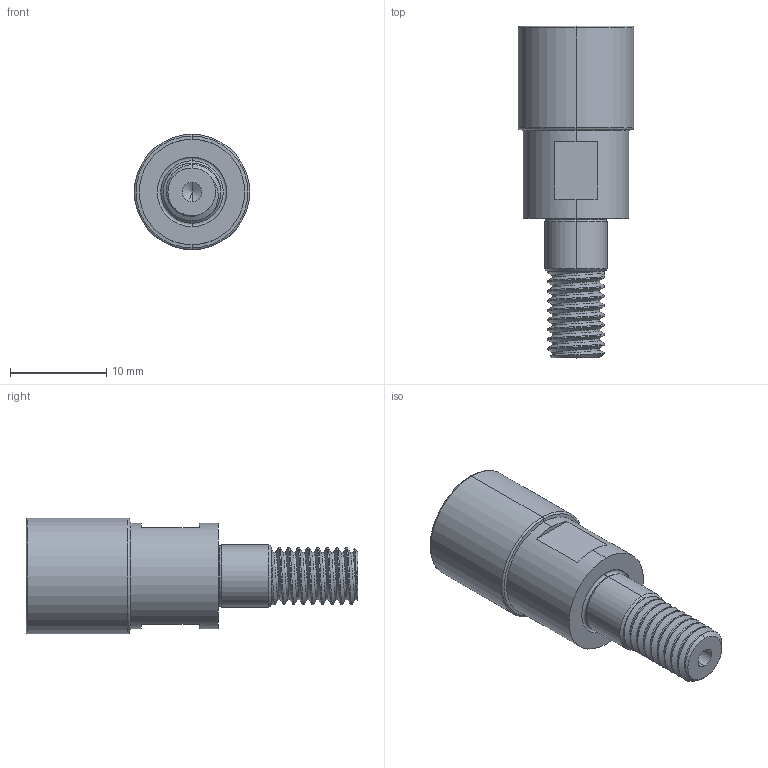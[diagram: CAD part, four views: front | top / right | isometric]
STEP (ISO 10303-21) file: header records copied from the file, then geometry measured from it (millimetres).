
FILE_DESCRIPTION (( 'STEP AP214' ), '1' );
FILE_NAME ('740 MO D12-1.STEP', '2020-05-28T13:23:28', ( '' ), ( '' ), 'SwSTEP 2.0', 'SolidWorks 2016', '' );
FILE_SCHEMA (( 'AUTOMOTIVE_DESIGN' ));
Length unit declared in the file: millimetre
Products named in the file (1): 740 MO D12-1
Bounding box: 12 x 34.5 x 12 mm (x, y, z)
Volume: 2381.5 mm3; surface area: 1414.5 mm2
Topology: 1 solids, 1 shells, 58 faces, 147 edges, 89 vertices
Faces by surface type: cylinder 26, cone 11, plane 9, torus 8, bspline 4
Entity records: 3518 total; most frequent: CARTESIAN_POINT 2216, ORIENTED_EDGE 286, DIRECTION 256, EDGE_CURVE 143, AXIS2_PLACEMENT_3D 103, VERTEX_POINT 89, EDGE_LOOP 60, FACE_OUTER_BOUND 58
